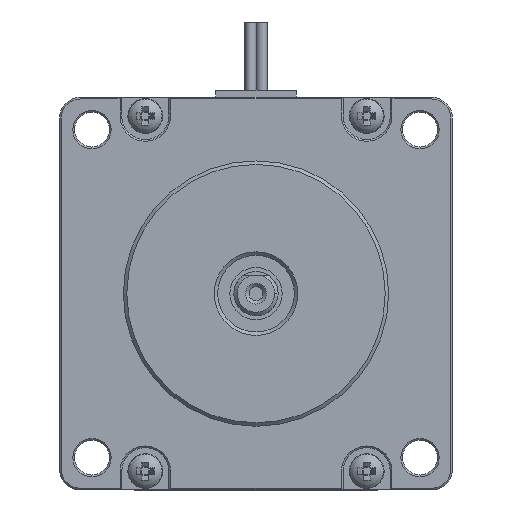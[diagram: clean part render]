
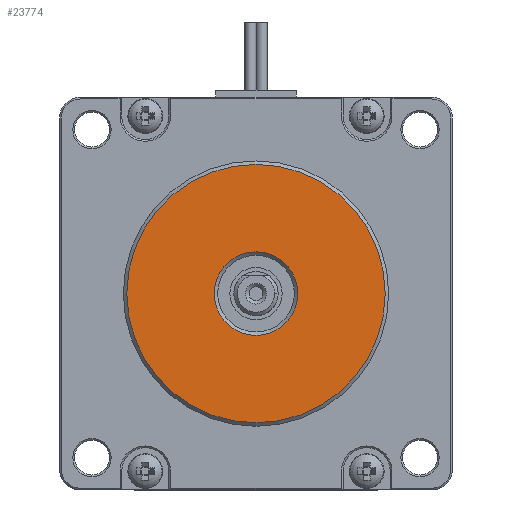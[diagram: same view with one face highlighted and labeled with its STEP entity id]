
A CAD part, front view. The second image highlights one B-rep face of the part: STEP entity #23774.
In plain terms, the highlighted planar face has unit normal (0, -1, 0).
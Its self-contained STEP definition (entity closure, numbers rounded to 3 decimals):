
#23600 = VERTEX_POINT('',#23601);
#23601 = CARTESIAN_POINT('',(18.55,-0.5,0.));
#23608 = CYLINDRICAL_SURFACE('',#23609,18.55);
#23609 = AXIS2_PLACEMENT_3D('',#23610,#23611,#23612);
#23610 = CARTESIAN_POINT('',(0.,0.,0.));
#23611 = DIRECTION('',(0.,1.,0.));
#23612 = DIRECTION('',(1.,0.,0.));
#23625 = EDGE_CURVE('',#23600,#23600,#23626,.T.);
#23626 = SURFACE_CURVE('',#23627,(#23632,#23638),.PCURVE_S1.);
#23627 = CIRCLE('',#23628,18.55);
#23628 = AXIS2_PLACEMENT_3D('',#23629,#23630,#23631);
#23629 = CARTESIAN_POINT('',(0.,-0.5,0.));
#23630 = DIRECTION('',(0.,-1.,0.));
#23631 = DIRECTION('',(1.,0.,0.));
#23632 = PCURVE('',#23608,#23633);
#23633 = DEFINITIONAL_REPRESENTATION('',(#23634),#23637);
#23634 = B_SPLINE_CURVE_WITH_KNOTS('',1,(#23635,#23636),.UNSPECIFIED.,
  .F.,.F.,(2,2),(0.,6.283),.PIECEWISE_BEZIER_KNOTS.);
#23635 = CARTESIAN_POINT('',(0.,-0.5));
#23636 = CARTESIAN_POINT('',(-6.283,-0.5));
#23637 = ( GEOMETRIC_REPRESENTATION_CONTEXT(2) 
PARAMETRIC_REPRESENTATION_CONTEXT() REPRESENTATION_CONTEXT('2D SPACE',''
  ) );
#23638 = PCURVE('',#23639,#23644);
#23639 = PLANE('',#23640);
#23640 = AXIS2_PLACEMENT_3D('',#23641,#23642,#23643);
#23641 = CARTESIAN_POINT('',(0.,-0.5,0.));
#23642 = DIRECTION('',(0.,1.,0.));
#23643 = DIRECTION('',(0.,0.,1.));
#23644 = DEFINITIONAL_REPRESENTATION('',(#23645),#23653);
#23645 = ( BOUNDED_CURVE() B_SPLINE_CURVE(2,(#23646,#23647,#23648,#23649
    ,#23650,#23651,#23652),.UNSPECIFIED.,.T.,.F.) 
B_SPLINE_CURVE_WITH_KNOTS((1,2,2,2,2,1),(-2.094,0.,
    2.094,4.189,6.283,8.378),
.UNSPECIFIED.) CURVE() GEOMETRIC_REPRESENTATION_ITEM() 
RATIONAL_B_SPLINE_CURVE((1.,0.5,1.,0.5,1.,0.5,1.)) REPRESENTATION_ITEM(
  '') );
#23646 = CARTESIAN_POINT('',(0.,18.55));
#23647 = CARTESIAN_POINT('',(32.13,18.55));
#23648 = CARTESIAN_POINT('',(16.065,-9.275));
#23649 = CARTESIAN_POINT('',(0.,-37.1));
#23650 = CARTESIAN_POINT('',(-16.065,-9.275));
#23651 = CARTESIAN_POINT('',(-32.13,18.55));
#23652 = CARTESIAN_POINT('',(0.,18.55));
#23653 = ( GEOMETRIC_REPRESENTATION_CONTEXT(2) 
PARAMETRIC_REPRESENTATION_CONTEXT() REPRESENTATION_CONTEXT('2D SPACE',''
  ) );
#23692 = VERTEX_POINT('',#23693);
#23693 = CARTESIAN_POINT('',(6.,-0.5,0.));
#23700 = CYLINDRICAL_SURFACE('',#23701,6.);
#23701 = AXIS2_PLACEMENT_3D('',#23702,#23703,#23704);
#23702 = CARTESIAN_POINT('',(0.,0.,0.));
#23703 = DIRECTION('',(0.,1.,0.));
#23704 = DIRECTION('',(1.,0.,0.));
#23717 = EDGE_CURVE('',#23692,#23692,#23718,.T.);
#23718 = SURFACE_CURVE('',#23719,(#23724,#23730),.PCURVE_S1.);
#23719 = CIRCLE('',#23720,6.);
#23720 = AXIS2_PLACEMENT_3D('',#23721,#23722,#23723);
#23721 = CARTESIAN_POINT('',(0.,-0.5,0.));
#23722 = DIRECTION('',(0.,-1.,0.));
#23723 = DIRECTION('',(1.,0.,0.));
#23724 = PCURVE('',#23700,#23725);
#23725 = DEFINITIONAL_REPRESENTATION('',(#23726),#23729);
#23726 = B_SPLINE_CURVE_WITH_KNOTS('',1,(#23727,#23728),.UNSPECIFIED.,
  .F.,.F.,(2,2),(0.,6.283),.PIECEWISE_BEZIER_KNOTS.);
#23727 = CARTESIAN_POINT('',(0.,-0.5));
#23728 = CARTESIAN_POINT('',(-6.283,-0.5));
#23729 = ( GEOMETRIC_REPRESENTATION_CONTEXT(2) 
PARAMETRIC_REPRESENTATION_CONTEXT() REPRESENTATION_CONTEXT('2D SPACE',''
  ) );
#23730 = PCURVE('',#23639,#23731);
#23731 = DEFINITIONAL_REPRESENTATION('',(#23732),#23740);
#23732 = ( BOUNDED_CURVE() B_SPLINE_CURVE(2,(#23733,#23734,#23735,#23736
    ,#23737,#23738,#23739),.UNSPECIFIED.,.T.,.F.) 
B_SPLINE_CURVE_WITH_KNOTS((1,2,2,2,2,1),(-2.094,0.,
    2.094,4.189,6.283,8.378),
.UNSPECIFIED.) CURVE() GEOMETRIC_REPRESENTATION_ITEM() 
RATIONAL_B_SPLINE_CURVE((1.,0.5,1.,0.5,1.,0.5,1.)) REPRESENTATION_ITEM(
  '') );
#23733 = CARTESIAN_POINT('',(0.,6.));
#23734 = CARTESIAN_POINT('',(10.392,6.));
#23735 = CARTESIAN_POINT('',(5.196,-3.));
#23736 = CARTESIAN_POINT('',(0.,-12.));
#23737 = CARTESIAN_POINT('',(-5.196,-3.));
#23738 = CARTESIAN_POINT('',(-10.392,6.));
#23739 = CARTESIAN_POINT('',(0.,6.));
#23740 = ( GEOMETRIC_REPRESENTATION_CONTEXT(2) 
PARAMETRIC_REPRESENTATION_CONTEXT() REPRESENTATION_CONTEXT('2D SPACE',''
  ) );
#23774 = ADVANCED_FACE('',(#23775,#23778),#23639,.F.);
#23775 = FACE_BOUND('',#23776,.T.);
#23776 = EDGE_LOOP('',(#23777));
#23777 = ORIENTED_EDGE('',*,*,#23625,.T.);
#23778 = FACE_BOUND('',#23779,.F.);
#23779 = EDGE_LOOP('',(#23780));
#23780 = ORIENTED_EDGE('',*,*,#23717,.T.);
